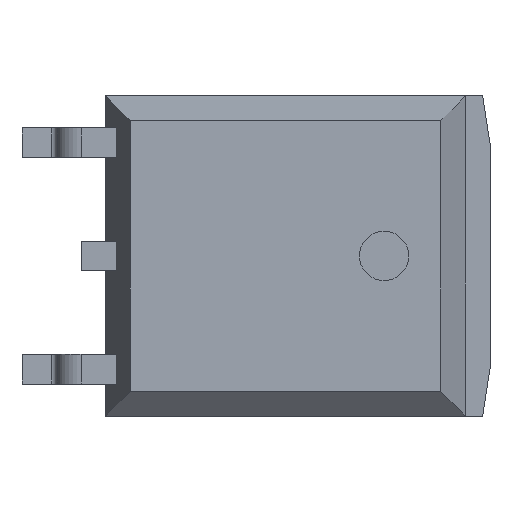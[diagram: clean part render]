
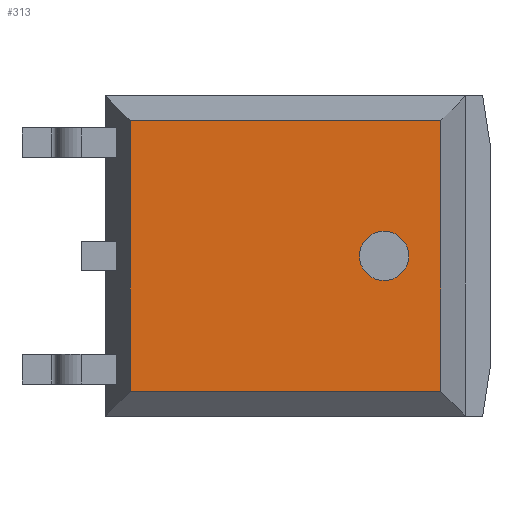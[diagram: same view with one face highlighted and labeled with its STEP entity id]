
A CAD part, top view. The second image highlights one B-rep face of the part: STEP entity #313.
In plain terms, the highlighted planar face has unit normal (0, 0, 1).
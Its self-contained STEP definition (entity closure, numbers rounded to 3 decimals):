
#196 = EDGE_CURVE('',#197,#199,#201,.T.);
#197 = VERTEX_POINT('',#198);
#198 = CARTESIAN_POINT('',(-3.15,2.75,1.52));
#199 = VERTEX_POINT('',#200);
#200 = CARTESIAN_POINT('',(-3.15,-2.75,1.52));
#201 = LINE('',#202,#203);
#202 = CARTESIAN_POINT('',(-3.15,3.25,1.52));
#203 = VECTOR('',#204,1.);
#204 = DIRECTION('',(0.,-1.,0.));
#260 = VERTEX_POINT('',#261);
#261 = CARTESIAN_POINT('',(3.15,2.75,1.52));
#267 = EDGE_CURVE('',#260,#197,#268,.T.);
#268 = LINE('',#269,#270);
#269 = CARTESIAN_POINT('',(3.15,2.75,1.52));
#270 = VECTOR('',#271,1.);
#271 = DIRECTION('',(-1.,0.,0.));
#313 = ADVANCED_FACE('',(#314,#332),#343,.T.);
#314 = FACE_BOUND('',#315,.T.);
#315 = EDGE_LOOP('',(#316,#317,#325,#331));
#316 = ORIENTED_EDGE('',*,*,#196,.T.);
#317 = ORIENTED_EDGE('',*,*,#318,.T.);
#318 = EDGE_CURVE('',#199,#319,#321,.T.);
#319 = VERTEX_POINT('',#320);
#320 = CARTESIAN_POINT('',(3.15,-2.75,1.52));
#321 = LINE('',#322,#323);
#322 = CARTESIAN_POINT('',(-3.15,-2.75,1.52));
#323 = VECTOR('',#324,1.);
#324 = DIRECTION('',(1.,0.,0.));
#325 = ORIENTED_EDGE('',*,*,#326,.T.);
#326 = EDGE_CURVE('',#319,#260,#327,.T.);
#327 = LINE('',#328,#329);
#328 = CARTESIAN_POINT('',(3.15,-3.25,1.52));
#329 = VECTOR('',#330,1.);
#330 = DIRECTION('',(0.,1.,0.));
#331 = ORIENTED_EDGE('',*,*,#267,.T.);
#332 = FACE_BOUND('',#333,.T.);
#333 = EDGE_LOOP('',(#334));
#334 = ORIENTED_EDGE('',*,*,#335,.T.);
#335 = EDGE_CURVE('',#336,#336,#338,.T.);
#336 = VERTEX_POINT('',#337);
#337 = CARTESIAN_POINT('',(1.5,0.,1.52));
#338 = CIRCLE('',#339,0.5);
#339 = AXIS2_PLACEMENT_3D('',#340,#341,#342);
#340 = CARTESIAN_POINT('',(2.,0.,1.52));
#341 = DIRECTION('',(0.,0.,-1.));
#342 = DIRECTION('',(-1.,0.,0.));
#343 = PLANE('',#344);
#344 = AXIS2_PLACEMENT_3D('',#345,#346,#347);
#345 = CARTESIAN_POINT('',(0.,0.,1.52));
#346 = DIRECTION('',(0.,0.,1.));
#347 = DIRECTION('',(1.,0.,-0.));
